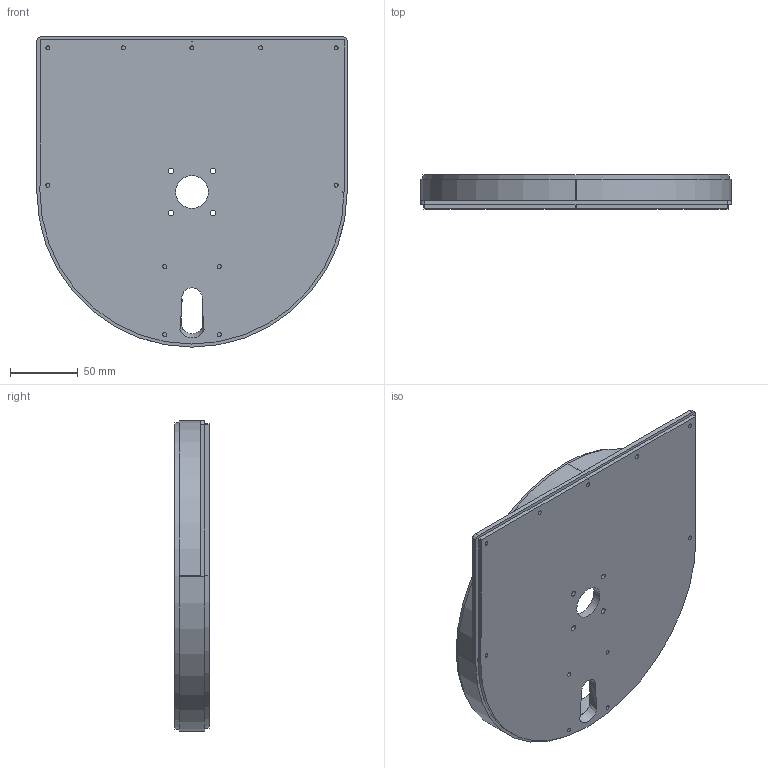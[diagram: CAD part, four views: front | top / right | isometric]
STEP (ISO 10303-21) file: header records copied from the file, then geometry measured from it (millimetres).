
FILE_DESCRIPTION(/* description */ (''),/* implementation_level */ '2;1');
FILE_NAME(/* name */ 'dispenser_top.step',/* time_stamp */ '2021-11-26T10:31:32-06:00',/* author */ (''),/* organization */ (''),/* preprocessor_version */ 'ST-DEVELOPER v18.1',/* originating_system */ 'Autodesk Translation Framework v10.10.0.1391',/* authorisation */ '');
FILE_SCHEMA (('AUTOMOTIVE_DESIGN { 1 0 10303 214 3 1 1 }'));
Length unit declared in the file: millimetre
Products named in the file (1): Dispenser
Bounding box: 228.6 x 25.05 x 228.6 mm (x, y, z)
Volume: 322288.9 mm3; surface area: 124533.2 mm2
Topology: 1 solids, 1 shells, 60 faces, 139 edges, 93 vertices
Faces by surface type: plane 31, cylinder 25, bspline 4
Full cylindrical faces by diameter (mm): 3 x11, 4 x4, 24 x1, 222.25 x1, 225.425 x1
Entity records: 1933 total; most frequent: CARTESIAN_POINT 468, DIRECTION 296, ORIENTED_EDGE 278, EDGE_CURVE 139, AXIS2_PLACEMENT_3D 112, VERTEX_POINT 93, EDGE_LOOP 88, LINE 72
